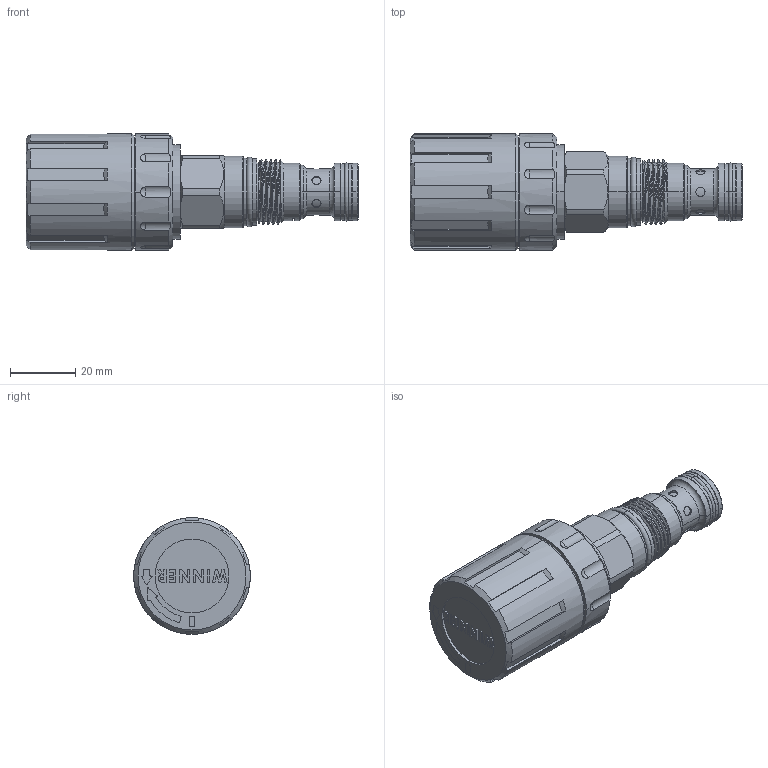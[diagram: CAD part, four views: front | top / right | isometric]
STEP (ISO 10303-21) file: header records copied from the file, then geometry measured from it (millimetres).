
FILE_DESCRIPTION (( 'STEP AP203' ), '1' );
FILE_NAME ('DT13A2A52R-0400.STEP', '2023-06-21T05:30:59', ( '' ), ( '' ), 'SwSTEP 2.0', 'SolidWorks 2018', '' );
FILE_SCHEMA (( 'CONFIG_CONTROL_DESIGN' ));
Length unit declared in the file: millimetre
Products named in the file (1): DT13A2A52R-0400
Bounding box: 101.46 x 35.6 x 35.6 mm (x, y, z)
Volume: 60343.1 mm3; surface area: 14062 mm2
Topology: 1 solids, 2 shells, 373 faces, 944 edges, 616 vertices
Faces by surface type: plane 161, cylinder 136, cone 45, torus 14, sphere 10, bspline 7
Entity records: 14103 total; most frequent: CARTESIAN_POINT 5134, ORIENTED_EDGE 1888, DIRECTION 1805, EDGE_CURVE 944, AXIS2_PLACEMENT_3D 671, VERTEX_POINT 616, VECTOR 463, LINE 463
